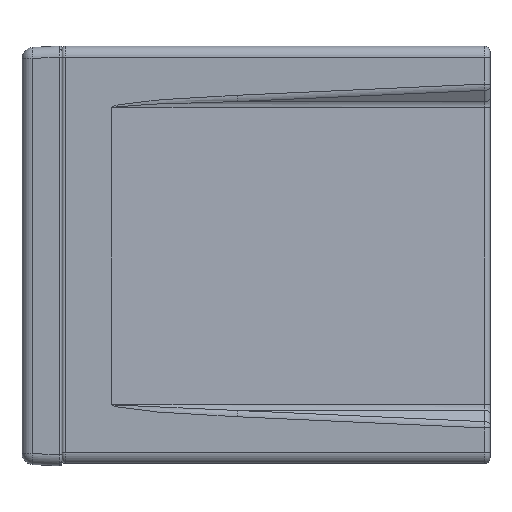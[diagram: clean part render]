
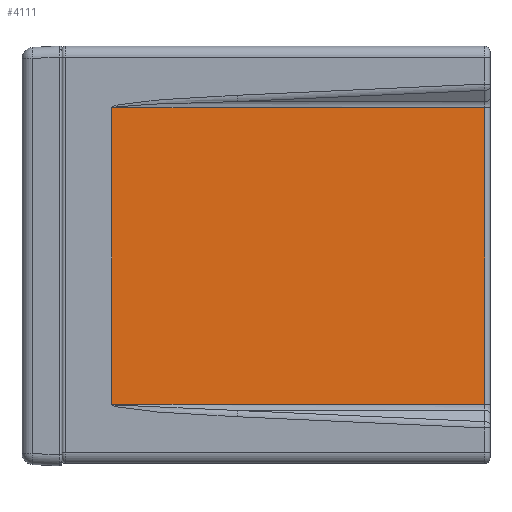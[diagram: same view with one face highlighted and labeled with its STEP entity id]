
A CAD part, left-side view. The second image highlights one B-rep face of the part: STEP entity #4111.
In plain terms, the highlighted face is planar.
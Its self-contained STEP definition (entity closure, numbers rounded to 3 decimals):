
#60 = ORIENTED_EDGE ( 'NONE', *, *, #3840, .T. ) ;
#347 = ORIENTED_EDGE ( 'NONE', *, *, #1684, .T. ) ;
#451 = PLANE ( 'NONE',  #5773 ) ;
#556 = DIRECTION ( 'NONE',  ( 0., 0.031, 1. ) ) ;
#656 = VERTEX_POINT ( 'NONE', #4796 ) ;
#848 = LINE ( 'NONE', #2891, #4443 ) ;
#875 = DIRECTION ( 'NONE',  ( 1., 0., 0. ) ) ;
#905 = EDGE_LOOP ( 'NONE', ( #60, #6057, #347, #6238 ) ) ;
#914 = VECTOR ( 'NONE', #2759, 1000. ) ;
#1004 = CARTESIAN_POINT ( 'NONE',  ( 137.361, 403.738, -71.918 ) ) ;
#1029 = CARTESIAN_POINT ( 'NONE',  ( 134.227, 0., -59.23 ) ) ;
#1036 = VECTOR ( 'NONE', #875, 1000. ) ;
#1059 = LINE ( 'NONE', #1029, #5518 ) ;
#1570 = DIRECTION ( 'NONE',  ( 0., -1., 0.031 ) ) ;
#1644 = FACE_OUTER_BOUND ( 'NONE', #905, .T. ) ;
#1684 = EDGE_CURVE ( 'NONE', #656, #5271, #2242, .T. ) ;
#2242 = LINE ( 'NONE', #3238, #914 ) ;
#2541 = LINE ( 'NONE', #4620, #1036 ) ;
#2718 = CARTESIAN_POINT ( 'NONE',  ( -134.227, 342.56, -69.995 ) ) ;
#2759 = DIRECTION ( 'NONE',  ( 0., 1., -0.031 ) ) ;
#2891 = CARTESIAN_POINT ( 'NONE',  ( -134.227, 4.843, -59.382 ) ) ;
#3238 = CARTESIAN_POINT ( 'NONE',  ( -134.227, 403.738, -71.918 ) ) ;
#3403 = EDGE_CURVE ( 'NONE', #5271, #3801, #2541, .T. ) ;
#3593 = CARTESIAN_POINT ( 'NONE',  ( 134.227, 342.56, -69.995 ) ) ;
#3801 = VERTEX_POINT ( 'NONE', #3593 ) ;
#3840 = EDGE_CURVE ( 'NONE', #3801, #6147, #1059, .T. ) ;
#4111 = ADVANCED_FACE ( 'NONE', ( #1644 ), #451, .F. ) ;
#4443 = VECTOR ( 'NONE', #4982, 1000. ) ;
#4620 = CARTESIAN_POINT ( 'NONE',  ( 137.361, 342.56, -69.995 ) ) ;
#4627 = CARTESIAN_POINT ( 'NONE',  ( 134.227, 4.843, -59.382 ) ) ;
#4796 = CARTESIAN_POINT ( 'NONE',  ( -134.227, 4.843, -59.382 ) ) ;
#4933 = EDGE_CURVE ( 'NONE', #6147, #656, #848, .T. ) ;
#4982 = DIRECTION ( 'NONE',  ( -1., 0., 0. ) ) ;
#5271 = VERTEX_POINT ( 'NONE', #2718 ) ;
#5518 = VECTOR ( 'NONE', #1570, 1000. ) ;
#5723 = DIRECTION ( 'NONE',  ( 1., 0., 0. ) ) ;
#5773 = AXIS2_PLACEMENT_3D ( 'NONE', #1004, #556, #5723 ) ;
#6057 = ORIENTED_EDGE ( 'NONE', *, *, #4933, .T. ) ;
#6147 = VERTEX_POINT ( 'NONE', #4627 ) ;
#6238 = ORIENTED_EDGE ( 'NONE', *, *, #3403, .T. ) ;
